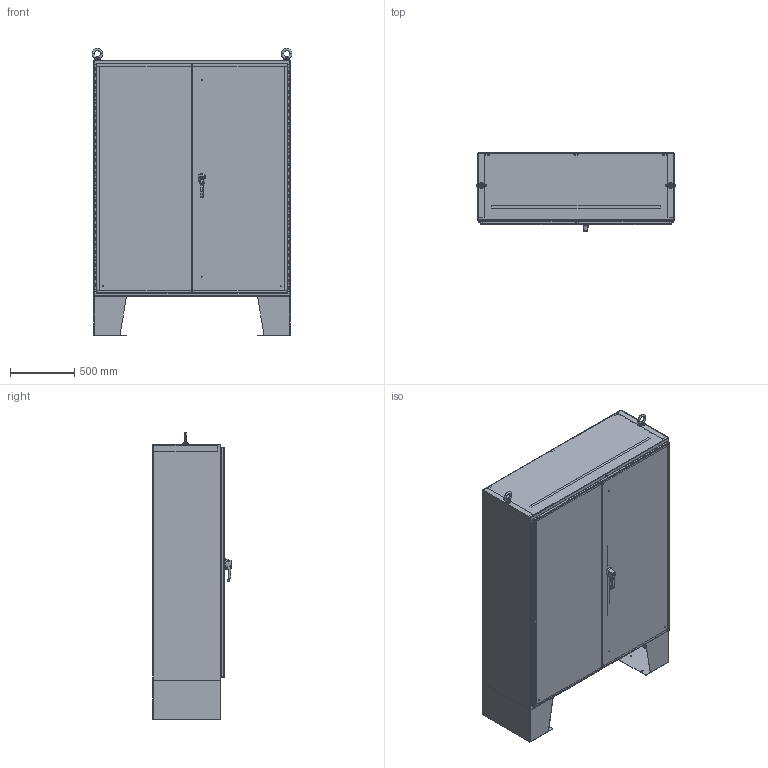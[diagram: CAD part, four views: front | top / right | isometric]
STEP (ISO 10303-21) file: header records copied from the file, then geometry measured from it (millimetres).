
FILE_DESCRIPTION (( 'STEP AP203' ), '1' );
FILE_NAME ('1422E20F_Default.step', '2019-11-04T15:02:00', ( '' ), ( '' ), 'SwSTEP 2.0', 'SolidWorks 2019', '' );
FILE_SCHEMA (( 'CONFIG_CONTROL_DESIGN' ));
Length unit declared in the file: inch
Products named in the file (1): 1422E20F_Default
Bounding box: 1552.48 x 608.66 x 2229.56 mm (x, y, z)
Volume: 38610275.9 mm3; surface area: 28668246.2 mm2
Topology: 92 solids, 92 shells, 2997 faces, 7807 edges, 5025 vertices
Faces by surface type: cylinder 1378, plane 1372, bspline 145, cone 86, torus 16
Entity records: 105905 total; most frequent: CARTESIAN_POINT 31256, DIRECTION 15781, ORIENTED_EDGE 15594, EDGE_CURVE 7797, AXIS2_PLACEMENT_3D 5705, VERTEX_POINT 5025, VECTOR 4371, LINE 4371
